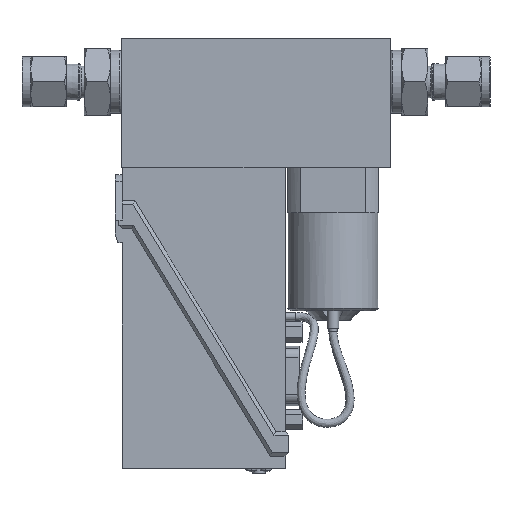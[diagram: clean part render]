
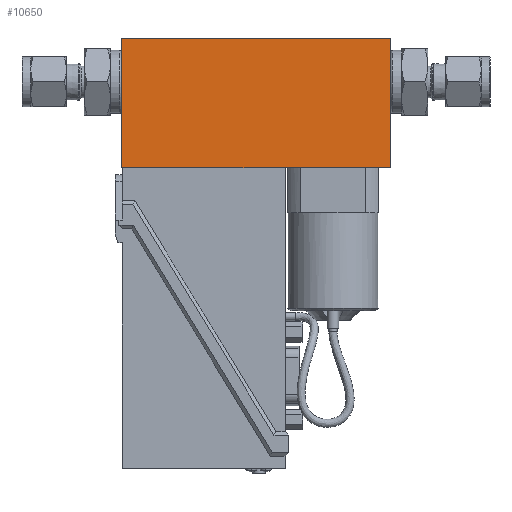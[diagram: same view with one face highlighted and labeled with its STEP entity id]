
A CAD part, front view. The second image highlights one B-rep face of the part: STEP entity #10650.
In plain terms, the highlighted planar face has unit normal (0, -1, 0).
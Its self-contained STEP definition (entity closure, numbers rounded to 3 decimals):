
#862=PLANE('',#11471);
#1290=FACE_OUTER_BOUND('',#1960,.T.);
#1960=EDGE_LOOP('',(#8090,#8091,#8092,#8093,#8094,#8095));
#3063=LINE('',#15815,#3939);
#3086=LINE('',#16147,#3962);
#3093=LINE('',#16184,#3969);
#3131=LINE('',#16458,#4007);
#3132=LINE('',#16460,#4008);
#3133=LINE('',#16461,#4009);
#3939=VECTOR('',#12650,10.);
#3962=VECTOR('',#12867,10.);
#3969=VECTOR('',#12906,10.);
#4007=VECTOR('',#13076,10.);
#4008=VECTOR('',#13077,10.);
#4009=VECTOR('',#13078,10.);
#4828=VERTEX_POINT('',#15808);
#4831=VERTEX_POINT('',#15813);
#4898=VERTEX_POINT('',#16144);
#4899=VERTEX_POINT('',#16146);
#4984=VERTEX_POINT('',#16457);
#4985=VERTEX_POINT('',#16459);
#5904=EDGE_CURVE('',#4831,#4828,#3063,.T.);
#6018=EDGE_CURVE('',#4899,#4898,#3086,.T.);
#6037=EDGE_CURVE('',#4898,#4828,#3093,.T.);
#6133=EDGE_CURVE('',#4984,#4831,#3131,.T.);
#6134=EDGE_CURVE('',#4985,#4984,#3132,.T.);
#6135=EDGE_CURVE('',#4899,#4985,#3133,.T.);
#8090=ORIENTED_EDGE('',*,*,#6037,.T.);
#8091=ORIENTED_EDGE('',*,*,#5904,.F.);
#8092=ORIENTED_EDGE('',*,*,#6133,.F.);
#8093=ORIENTED_EDGE('',*,*,#6134,.F.);
#8094=ORIENTED_EDGE('',*,*,#6135,.F.);
#8095=ORIENTED_EDGE('',*,*,#6018,.T.);
#10650=ADVANCED_FACE('',(#1290),#862,.T.);
#11471=AXIS2_PLACEMENT_3D('',#16456,#13074,#13075);
#12650=DIRECTION('',(0.,0.,1.));
#12867=DIRECTION('',(0.,0.,1.));
#12906=DIRECTION('',(-1.,0.,0.));
#13074=DIRECTION('center_axis',(0.,-1.,0.));
#13075=DIRECTION('ref_axis',(0.,0.,-1.));
#13076=DIRECTION('',(-1.,0.,0.));
#13077=DIRECTION('',(-1.,0.,0.));
#13078=DIRECTION('',(-1.,0.,0.));
#15808=CARTESIAN_POINT('',(-38.5,-12.5,37.));
#15813=CARTESIAN_POINT('',(-38.5,-12.5,0.));
#15815=CARTESIAN_POINT('',(-38.5,-12.5,0.));
#16144=CARTESIAN_POINT('',(38.5,-12.5,37.));
#16146=CARTESIAN_POINT('',(38.5,-12.5,0.));
#16147=CARTESIAN_POINT('',(38.5,-12.5,0.));
#16184=CARTESIAN_POINT('',(38.5,-12.5,37.));
#16456=CARTESIAN_POINT('Origin',(38.5,-12.5,0.));
#16457=CARTESIAN_POINT('',(12.093,-12.5,0.));
#16458=CARTESIAN_POINT('',(38.5,-12.5,0.));
#16459=CARTESIAN_POINT('',(31.907,-12.5,0.));
#16460=CARTESIAN_POINT('',(38.5,-12.5,0.));
#16461=CARTESIAN_POINT('',(38.5,-12.5,0.));
